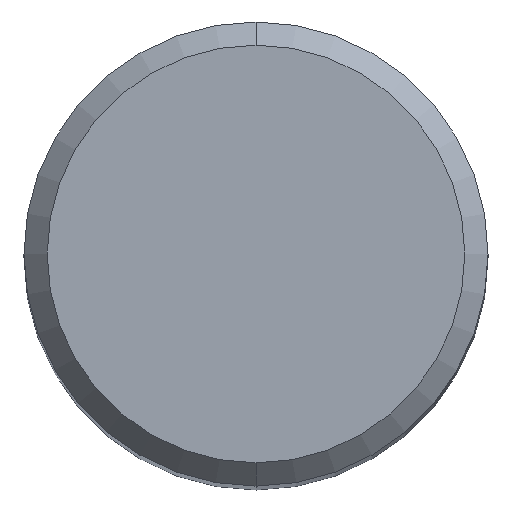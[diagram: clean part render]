
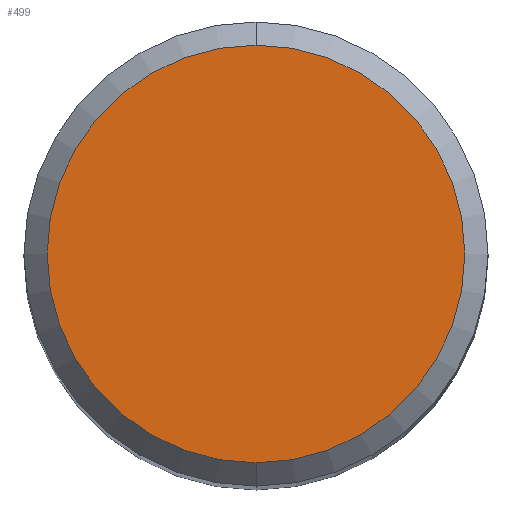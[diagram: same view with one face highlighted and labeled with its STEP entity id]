
A CAD part, top view. The second image highlights one B-rep face of the part: STEP entity #499.
In plain terms, the highlighted planar face has unit normal (0, 0, 1).
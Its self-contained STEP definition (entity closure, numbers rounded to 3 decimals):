
#453=EDGE_CURVE('',#843,#707,#1118,.T.);
#499=ADVANCED_FACE('',(#1168),#1169,.T.);
#707=VERTEX_POINT('',#1392);
#755=EDGE_CURVE('',#707,#843,#1446,.T.);
#843=VERTEX_POINT('',#1544);
#1118=CIRCLE('',#3584,4.5);
#1168=FACE_OUTER_BOUND('',#3817,.T.);
#1169=PLANE('',#3818);
#1392=CARTESIAN_POINT('',(0.0,4.5,0.0));
#1446=CIRCLE('',#7666,4.5);
#1544=CARTESIAN_POINT('',(0.,-4.5,0.0));
#3584=AXIS2_PLACEMENT_3D('',#10201,#10202,#10203);
#3817=EDGE_LOOP('',(#10260,#10261));
#3818=AXIS2_PLACEMENT_3D('',#10262,#10263,#10264);
#7666=AXIS2_PLACEMENT_3D('',#10533,#10534,#10535);
#10201=CARTESIAN_POINT('',(0.0,0.0,0.0));
#10202=DIRECTION('',(0.0,0.0,-1.0));
#10203=DIRECTION('',(0.0,1.0,0.0));
#10260=ORIENTED_EDGE('',*,*,#755,.F.);
#10261=ORIENTED_EDGE('',*,*,#453,.F.);
#10262=CARTESIAN_POINT('',(0.0,2.25,0.0));
#10263=DIRECTION('',(-0.0,0.0,1.0));
#10264=DIRECTION('',(0.0,-1.0,0.0));
#10533=CARTESIAN_POINT('',(0.0,0.0,0.0));
#10534=DIRECTION('',(0.0,0.0,-1.0));
#10535=DIRECTION('',(0.0,1.0,0.0));
